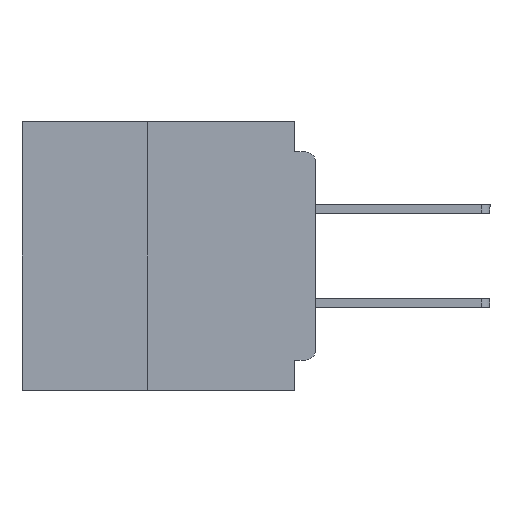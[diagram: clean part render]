
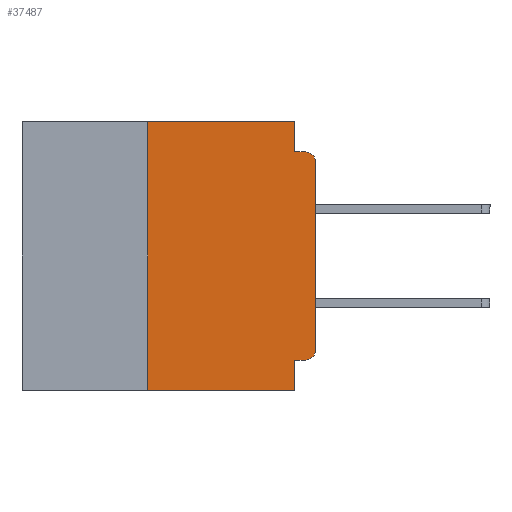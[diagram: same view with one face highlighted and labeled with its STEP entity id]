
A CAD part, left-side view. The second image highlights one B-rep face of the part: STEP entity #37487.
In plain terms, the highlighted planar face has unit normal (-1, 0, 0).
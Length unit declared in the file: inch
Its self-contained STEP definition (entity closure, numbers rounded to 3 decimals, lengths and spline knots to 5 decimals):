
#775 = CARTESIAN_POINT ( 'NONE',  ( 0., 0.25, -0.4 ) ) ;
#826 = CARTESIAN_POINT ( 'NONE',  ( 0., 0., -0.355 ) ) ;
#1023 = EDGE_CURVE ( 'NONE', #9442, #44120, #3712, .T. ) ;
#1042 = VERTEX_POINT ( 'NONE', #47242 ) ;
#1562 = LINE ( 'NONE', #36833, #23111 ) ;
#2417 = VECTOR ( 'NONE', #47069, 39.37008 ) ;
#2456 = CIRCLE ( 'NONE', #16089, 0.015 ) ;
#2763 = FACE_OUTER_BOUND ( 'NONE', #27264, .T. ) ;
#3712 = LINE ( 'NONE', #23179, #2417 ) ;
#5800 = VERTEX_POINT ( 'NONE', #40698 ) ;
#6081 = CARTESIAN_POINT ( 'NONE',  ( 0., 0.015, -0.355 ) ) ;
#7113 = VERTEX_POINT ( 'NONE', #38428 ) ;
#7363 = AXIS2_PLACEMENT_3D ( 'NONE', #37100, #13101, #41097 ) ;
#8323 = LINE ( 'NONE', #775, #50900 ) ;
#8532 = DIRECTION ( 'NONE',  ( 0., -1., 0. ) ) ;
#9027 = PLANE ( 'NONE',  #7363 ) ;
#9179 = ORIENTED_EDGE ( 'NONE', *, *, #10701, .T. ) ;
#9442 = VERTEX_POINT ( 'NONE', #23856 ) ;
#9737 = ORIENTED_EDGE ( 'NONE', *, *, #1023, .T. ) ;
#10701 = EDGE_CURVE ( 'NONE', #1042, #27421, #28160, .T. ) ;
#11966 = EDGE_CURVE ( 'NONE', #7113, #28379, #1562, .T. ) ;
#12833 = DIRECTION ( 'NONE',  ( 0., -1., 0. ) ) ;
#12913 = DIRECTION ( 'NONE',  ( -1., 0., 0. ) ) ;
#13101 = DIRECTION ( 'NONE',  ( 1., 0., 0. ) ) ;
#13589 = VECTOR ( 'NONE', #39270, 39.37008 ) ;
#13839 = VECTOR ( 'NONE', #8532, 39.37008 ) ;
#14655 = LINE ( 'NONE', #33990, #34746 ) ;
#16089 = AXIS2_PLACEMENT_3D ( 'NONE', #36911, #12913, #40910 ) ;
#16491 = CARTESIAN_POINT ( 'NONE',  ( 0., 0., -0.045 ) ) ;
#17190 = ORIENTED_EDGE ( 'NONE', *, *, #24033, .T. ) ;
#18305 = EDGE_CURVE ( 'NONE', #1042, #7113, #8323, .T. ) ;
#19681 = EDGE_CURVE ( 'NONE', #50844, #5800, #45785, .T. ) ;
#19936 = CARTESIAN_POINT ( 'NONE',  ( 0., 0., -0.06 ) ) ;
#20202 = EDGE_CURVE ( 'NONE', #44120, #42165, #2456, .T. ) ;
#20506 = CARTESIAN_POINT ( 'NONE',  ( 0., 0.015, -0.34 ) ) ;
#23111 = VECTOR ( 'NONE', #12833, 39.37008 ) ;
#23179 = CARTESIAN_POINT ( 'NONE',  ( 0., 0., 0. ) ) ;
#23355 = ORIENTED_EDGE ( 'NONE', *, *, #11966, .F. ) ;
#23856 = CARTESIAN_POINT ( 'NONE',  ( 0., 0., -0.34 ) ) ;
#24033 = EDGE_CURVE ( 'NONE', #50844, #9442, #46028, .T. ) ;
#24562 = DIRECTION ( 'NONE',  ( 0., 0., -1. ) ) ;
#27264 = EDGE_LOOP ( 'NONE', ( #9737, #48725, #30200, #37142, #23355, #36830, #9179, #31598, #49663, #17190 ) ) ;
#27421 = VERTEX_POINT ( 'NONE', #43435 ) ;
#28064 = DIRECTION ( 'NONE',  ( 0., -1., 0. ) ) ;
#28160 = LINE ( 'NONE', #43951, #37543 ) ;
#28379 = VERTEX_POINT ( 'NONE', #29032 ) ;
#29026 = DIRECTION ( 'NONE',  ( 0., 0., 1. ) ) ;
#29032 = CARTESIAN_POINT ( 'NONE',  ( 0., 0.031, 0. ) ) ;
#29072 = DIRECTION ( 'NONE',  ( 0., 1., 0. ) ) ;
#30200 = ORIENTED_EDGE ( 'NONE', *, *, #41347, .F. ) ;
#31412 = EDGE_CURVE ( 'NONE', #28379, #46195, #37409, .T. ) ;
#31598 = ORIENTED_EDGE ( 'NONE', *, *, #33870, .F. ) ;
#33870 = EDGE_CURVE ( 'NONE', #5800, #27421, #14655, .T. ) ;
#33990 = CARTESIAN_POINT ( 'NONE',  ( 0., 0.031, -0.4 ) ) ;
#34746 = VECTOR ( 'NONE', #41997, 39.37008 ) ;
#35260 = CARTESIAN_POINT ( 'NONE',  ( 0., 0.031, 0. ) ) ;
#36421 = LINE ( 'NONE', #16491, #13839 ) ;
#36453 = VECTOR ( 'NONE', #29072, 39.37008 ) ;
#36830 = ORIENTED_EDGE ( 'NONE', *, *, #18305, .F. ) ;
#36833 = CARTESIAN_POINT ( 'NONE',  ( 0., 0.437, 0. ) ) ;
#36911 = CARTESIAN_POINT ( 'NONE',  ( 0., 0.015, -0.06 ) ) ;
#37100 = CARTESIAN_POINT ( 'NONE',  ( 0., 0.437, 0. ) ) ;
#37142 = ORIENTED_EDGE ( 'NONE', *, *, #31412, .F. ) ;
#37409 = LINE ( 'NONE', #35260, #13589 ) ;
#37424 = CARTESIAN_POINT ( 'NONE',  ( 0., 0.015, -0.045 ) ) ;
#37487 = ADVANCED_FACE ( 'NONE', ( #2763 ), #9027, .F. ) ;
#37543 = VECTOR ( 'NONE', #28064, 39.37008 ) ;
#38019 = AXIS2_PLACEMENT_3D ( 'NONE', #20506, #48434, #24562 ) ;
#38428 = CARTESIAN_POINT ( 'NONE',  ( 0., 0.25, 0. ) ) ;
#39270 = DIRECTION ( 'NONE',  ( 0., 0., -1. ) ) ;
#40698 = CARTESIAN_POINT ( 'NONE',  ( 0., 0.031, -0.355 ) ) ;
#40891 = CARTESIAN_POINT ( 'NONE',  ( 0., 0.031, -0.045 ) ) ;
#40910 = DIRECTION ( 'NONE',  ( 0., 0., -1. ) ) ;
#41097 = DIRECTION ( 'NONE',  ( 0., 0., -1. ) ) ;
#41347 = EDGE_CURVE ( 'NONE', #46195, #42165, #36421, .T. ) ;
#41997 = DIRECTION ( 'NONE',  ( 0., 0., -1. ) ) ;
#42165 = VERTEX_POINT ( 'NONE', #37424 ) ;
#43435 = CARTESIAN_POINT ( 'NONE',  ( 0., 0.031, -0.4 ) ) ;
#43951 = CARTESIAN_POINT ( 'NONE',  ( 0., 0.437, -0.4 ) ) ;
#44120 = VERTEX_POINT ( 'NONE', #19936 ) ;
#45785 = LINE ( 'NONE', #826, #36453 ) ;
#46028 = CIRCLE ( 'NONE', #38019, 0.015 ) ;
#46195 = VERTEX_POINT ( 'NONE', #40891 ) ;
#47069 = DIRECTION ( 'NONE',  ( 0., 0., 1. ) ) ;
#47242 = CARTESIAN_POINT ( 'NONE',  ( 0., 0.25, -0.4 ) ) ;
#48434 = DIRECTION ( 'NONE',  ( -1., 0., 0. ) ) ;
#48725 = ORIENTED_EDGE ( 'NONE', *, *, #20202, .T. ) ;
#49663 = ORIENTED_EDGE ( 'NONE', *, *, #19681, .F. ) ;
#50844 = VERTEX_POINT ( 'NONE', #6081 ) ;
#50900 = VECTOR ( 'NONE', #29026, 39.37008 ) ;
